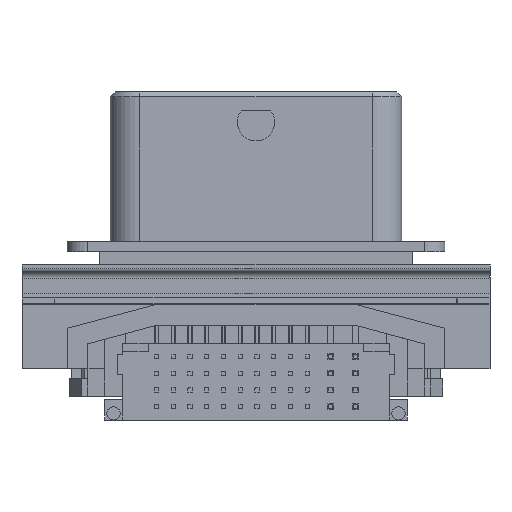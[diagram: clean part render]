
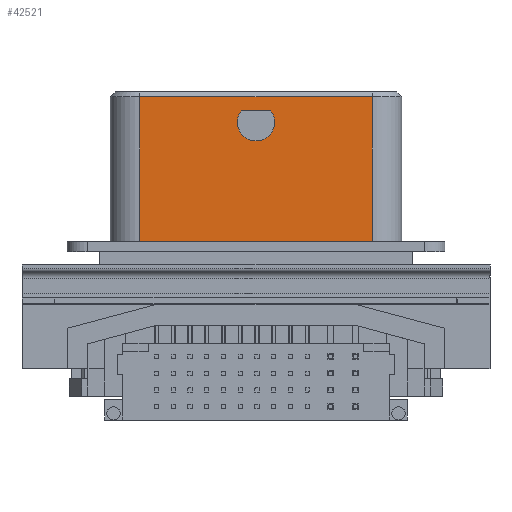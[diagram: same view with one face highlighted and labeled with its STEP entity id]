
A CAD part, front view. The second image highlights one B-rep face of the part: STEP entity #42521.
In plain terms, the highlighted planar face has unit normal (0, -1, 0).
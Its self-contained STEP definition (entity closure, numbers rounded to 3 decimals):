
#164=CARTESIAN_POINT('',(43.1,-2.65,11.275));
#165=VERTEX_POINT('',#164);
#173=CARTESIAN_POINT('',(8.4,-2.65,11.275));
#174=VERTEX_POINT('',#173);
#175=CARTESIAN_POINT('',(8.4,-2.65,11.275));
#176=DIRECTION('',(1.,0.,-0.));
#177=VECTOR('',#176,34.7);
#178=LINE('',#175,#177);
#179=EDGE_CURVE('',#174,#165,#178,.T.);
#42015=CARTESIAN_POINT('',(8.4,-2.65,32.925));
#42016=VERTEX_POINT('',#42015);
#42017=CARTESIAN_POINT('',(8.4,-2.65,11.275));
#42018=DIRECTION('',(0.,0.,1.));
#42019=VECTOR('',#42018,21.65);
#42020=LINE('',#42017,#42019);
#42021=EDGE_CURVE('',#174,#42016,#42020,.T.);
#42428=CARTESIAN_POINT('',(43.1,-2.65,32.925));
#42429=VERTEX_POINT('',#42428);
#42430=CARTESIAN_POINT('',(43.1,-2.65,32.925));
#42431=DIRECTION('',(0.,0.,-1.));
#42432=VECTOR('',#42431,21.65);
#42433=LINE('',#42430,#42432);
#42434=EDGE_CURVE('',#42429,#165,#42433,.T.);
#42480=CARTESIAN_POINT('',(43.1,-2.65,32.925));
#42481=DIRECTION('',(-1.,0.,0.));
#42482=VECTOR('',#42481,34.7);
#42483=LINE('',#42480,#42482);
#42484=EDGE_CURVE('',#42429,#42016,#42483,.T.);
#42490=CARTESIAN_POINT('',(47.5,-2.65,11.275));
#42491=DIRECTION('',(0.,-1.,0.));
#42492=DIRECTION('',(-1.,0.,0.));
#42493=AXIS2_PLACEMENT_3D('',#42490,#42491,#42492);
#42494=PLANE('',#42493);
#42495=ORIENTED_EDGE('',*,*,#42021,.F.);
#42496=ORIENTED_EDGE('',*,*,#179,.T.);
#42497=ORIENTED_EDGE('',*,*,#42434,.F.);
#42498=ORIENTED_EDGE('',*,*,#42484,.T.);
#42499=EDGE_LOOP('',(#42495,#42496,#42497,#42498));
#42500=FACE_BOUND('',#42499,.T.);
#42501=CARTESIAN_POINT('',(27.45,-2.65,29.125));
#42502=VERTEX_POINT('',#42501);
#42503=CARTESIAN_POINT('',(24.05,-2.65,29.125));
#42504=VERTEX_POINT('',#42503);
#42505=CARTESIAN_POINT('',(25.75,-2.65,29.125));
#42506=DIRECTION('',(-0.,1.,0.));
#42507=DIRECTION('',(1.,0.,0.));
#42508=AXIS2_PLACEMENT_3D('',#42505,#42506,#42507);
#42509=CIRCLE('',#42508,1.7);
#42510=EDGE_CURVE('',#42502,#42504,#42509,.T.);
#42511=ORIENTED_EDGE('',*,*,#42510,.T.);
#42512=CARTESIAN_POINT('',(25.75,-2.65,29.125));
#42513=DIRECTION('',(0.,1.,0.));
#42514=DIRECTION('',(-1.,0.,0.));
#42515=AXIS2_PLACEMENT_3D('',#42512,#42513,#42514);
#42516=CIRCLE('',#42515,1.7);
#42517=EDGE_CURVE('',#42504,#42502,#42516,.T.);
#42518=ORIENTED_EDGE('',*,*,#42517,.T.);
#42519=EDGE_LOOP('',(#42511,#42518));
#42520=FACE_BOUND('',#42519,.T.);
#42521=ADVANCED_FACE('',(#42500,#42520),#42494,.T.);
